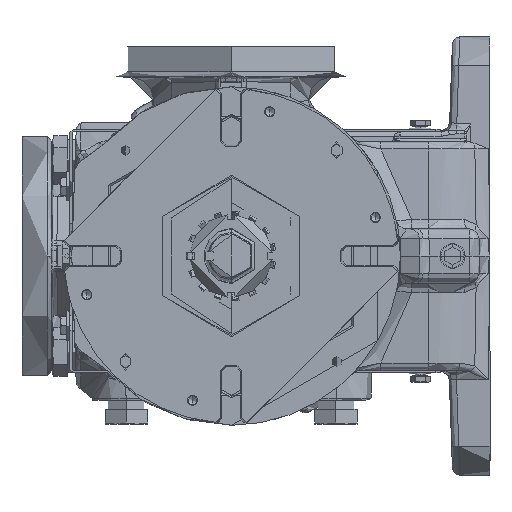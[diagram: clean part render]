
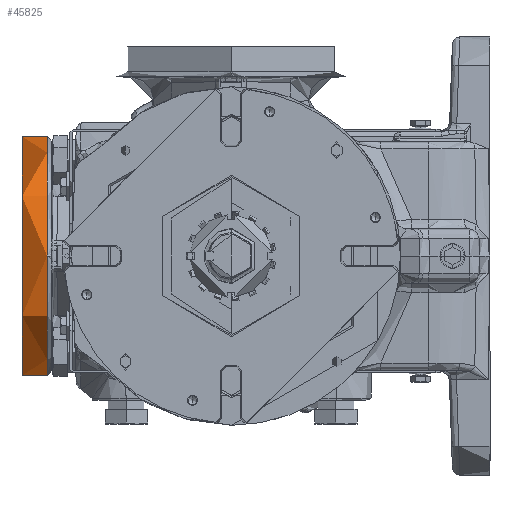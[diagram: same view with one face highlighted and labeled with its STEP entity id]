
A CAD part, left-side view. The second image highlights one B-rep face of the part: STEP entity #45825.
In plain terms, the highlighted cylindrical face has radius 76.2 mm (diameter 152.4 mm), a partial arc.
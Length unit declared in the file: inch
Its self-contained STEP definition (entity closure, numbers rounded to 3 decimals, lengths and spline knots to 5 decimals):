
#7515 = CARTESIAN_POINT ( 'NONE',  ( 2.78, 5.25, 3. ) ) ;
#15117 = CARTESIAN_POINT ( 'NONE',  ( 2.78, -2.68792, -3. ) ) ;
#20376 = CARTESIAN_POINT ( 'NONE',  ( -0.22, 4.61993, 0. ) ) ;
#21708 = VERTEX_POINT ( 'NONE', #188915 ) ;
#25420 = ORIENTED_EDGE ( 'NONE', *, *, #57545, .T. ) ;
#25441 = CARTESIAN_POINT ( 'NONE',  ( 2.78, 4.61993, -3. ) ) ;
#26378 = CARTESIAN_POINT ( 'NONE',  ( 2.78, 4.61993, 0. ) ) ;
#27767 = VERTEX_POINT ( 'NONE', #20376 ) ;
#30470 = ORIENTED_EDGE ( 'NONE', *, *, #182960, .F. ) ;
#36467 = DIRECTION ( 'NONE',  ( 0., -1., 0. ) ) ;
#39015 = DIRECTION ( 'NONE',  ( 0., -1., 0. ) ) ;
#41074 = DIRECTION ( 'NONE',  ( -1., 0., 0. ) ) ;
#45825 = ADVANCED_FACE ( 'NONE', ( #75303 ), #148747, .T. ) ;
#49521 = AXIS2_PLACEMENT_3D ( 'NONE', #124297, #36467, #139046 ) ;
#50005 = EDGE_LOOP ( 'NONE', ( #30470, #56652, #25420, #188332, #143800 ) ) ;
#56652 = ORIENTED_EDGE ( 'NONE', *, *, #144890, .T. ) ;
#57545 = EDGE_CURVE ( 'NONE', #21708, #74283, #110644, .T. ) ;
#61674 = CARTESIAN_POINT ( 'NONE',  ( 2.78, 4.61993, 0. ) ) ;
#74283 = VERTEX_POINT ( 'NONE', #25441 ) ;
#75303 = FACE_OUTER_BOUND ( 'NONE', #50005, .T. ) ;
#76478 = DIRECTION ( 'NONE',  ( -1., 0., 0. ) ) ;
#76713 = CIRCLE ( 'NONE', #110424, 3. ) ;
#95972 = CARTESIAN_POINT ( 'NONE',  ( 2.78, -2.68792, 0. ) ) ;
#97477 = EDGE_CURVE ( 'NONE', #161376, #27767, #76713, .T. ) ;
#102897 = DIRECTION ( 'NONE',  ( 0., -1., 0. ) ) ;
#107586 = VECTOR ( 'NONE', #153723, 39.37008 ) ;
#109635 = CIRCLE ( 'NONE', #188070, 3. ) ;
#110424 = AXIS2_PLACEMENT_3D ( 'NONE', #26378, #128947, #41074 ) ;
#110644 = LINE ( 'NONE', #15117, #188837 ) ;
#110758 = DIRECTION ( 'NONE',  ( 0., 0., -1. ) ) ;
#116322 = AXIS2_PLACEMENT_3D ( 'NONE', #95972, #39015, #110758 ) ;
#124194 = CARTESIAN_POINT ( 'NONE',  ( 2.78, -2.68792, 3. ) ) ;
#124297 = CARTESIAN_POINT ( 'NONE',  ( 2.78, 5.25, 0. ) ) ;
#128947 = DIRECTION ( 'NONE',  ( 0., -1., 0. ) ) ;
#139046 = DIRECTION ( 'NONE',  ( 0., 0., -1. ) ) ;
#143800 = ORIENTED_EDGE ( 'NONE', *, *, #97477, .F. ) ;
#144890 = EDGE_CURVE ( 'NONE', #182966, #21708, #145819, .T. ) ;
#145819 = CIRCLE ( 'NONE', #49521, 3. ) ;
#148747 = CYLINDRICAL_SURFACE ( 'NONE', #116322, 3. ) ;
#151299 = LINE ( 'NONE', #124194, #107586 ) ;
#153723 = DIRECTION ( 'NONE',  ( 0., -1., 0. ) ) ;
#161376 = VERTEX_POINT ( 'NONE', #187049 ) ;
#164392 = DIRECTION ( 'NONE',  ( 0., -1., 0. ) ) ;
#182960 = EDGE_CURVE ( 'NONE', #182966, #161376, #151299, .T. ) ;
#182966 = VERTEX_POINT ( 'NONE', #7515 ) ;
#183635 = EDGE_CURVE ( 'NONE', #27767, #74283, #109635, .T. ) ;
#187049 = CARTESIAN_POINT ( 'NONE',  ( 2.78, 4.61993, 3. ) ) ;
#188070 = AXIS2_PLACEMENT_3D ( 'NONE', #61674, #164392, #76478 ) ;
#188332 = ORIENTED_EDGE ( 'NONE', *, *, #183635, .F. ) ;
#188837 = VECTOR ( 'NONE', #102897, 39.37008 ) ;
#188915 = CARTESIAN_POINT ( 'NONE',  ( 2.78, 5.25, -3. ) ) ;
